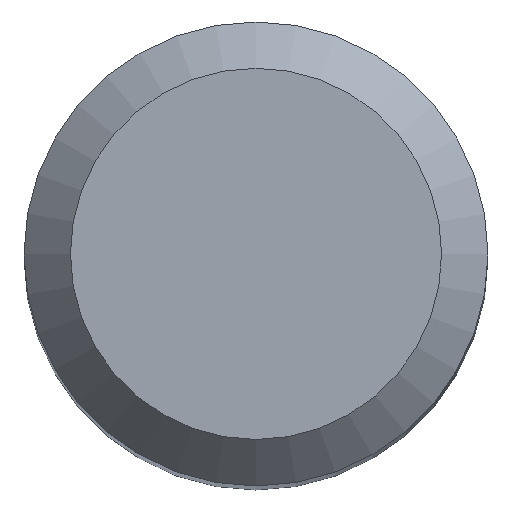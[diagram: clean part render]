
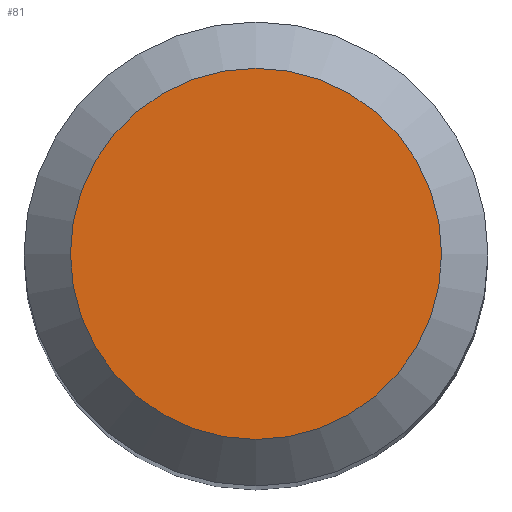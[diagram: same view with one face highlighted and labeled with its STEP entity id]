
A CAD part, top view. The second image highlights one B-rep face of the part: STEP entity #81.
In plain terms, the highlighted planar face has unit normal (0, 0, 1).
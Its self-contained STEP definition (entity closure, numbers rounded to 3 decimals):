
#2 = DIRECTION ( 'NONE',  ( 0., 1., 0. ) ) ;
#77 = ORIENTED_EDGE ( 'NONE', *, *, #241, .F. ) ;
#81 = ADVANCED_FACE ( 'NONE', ( #176 ), #100, .F. ) ;
#85 = DIRECTION ( 'NONE',  ( 0., 0., -1. ) ) ;
#86 = DIRECTION ( 'NONE',  ( 0., 0., -1. ) ) ;
#100 = PLANE ( 'NONE',  #117 ) ;
#117 = AXIS2_PLACEMENT_3D ( 'NONE', #157, #85, #2 ) ;
#120 = DIRECTION ( 'NONE',  ( 0., 1., 0. ) ) ;
#135 = AXIS2_PLACEMENT_3D ( 'NONE', #199, #86, #120 ) ;
#148 = EDGE_LOOP ( 'NONE', ( #77 ) ) ;
#157 = CARTESIAN_POINT ( 'NONE',  ( 0., 0., 63. ) ) ;
#158 = CARTESIAN_POINT ( 'NONE',  ( 0., 3.2, 63. ) ) ;
#176 = FACE_OUTER_BOUND ( 'NONE', #148, .T. ) ;
#199 = CARTESIAN_POINT ( 'NONE',  ( 0., 0., 63. ) ) ;
#206 = CIRCLE ( 'NONE', #135, 3.2 ) ;
#213 = VERTEX_POINT ( 'NONE', #158 ) ;
#241 = EDGE_CURVE ( 'NONE', #213, #213, #206, .T. ) ;
